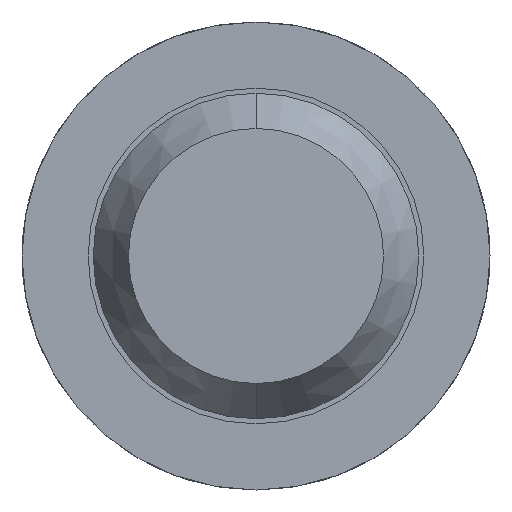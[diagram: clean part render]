
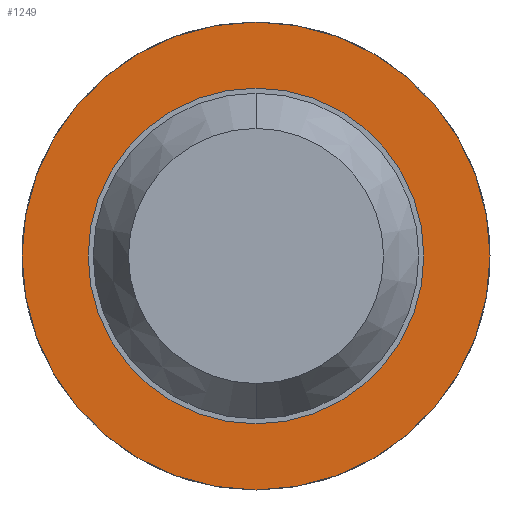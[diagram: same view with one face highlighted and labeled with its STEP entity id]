
A CAD part, front view. The second image highlights one B-rep face of the part: STEP entity #1249.
In plain terms, the highlighted planar face has unit normal (0, -1, 0).
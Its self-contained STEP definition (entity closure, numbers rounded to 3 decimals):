
#55 = FACE_OUTER_BOUND ( 'NONE', #90, .T. ) ;
#90 = EDGE_LOOP ( 'NONE', ( #812, #2404 ) ) ;
#203 = FACE_BOUND ( 'NONE', #549, .T. ) ;
#242 = CARTESIAN_POINT ( 'NONE',  ( 0., -1.7, 0. ) ) ;
#279 = EDGE_CURVE ( 'Defeature ausgef�hrt1_38+Defeature ausgef�hrt1_37+Defeature ausgef�hrt1_37+Defeature ausgef�hrt1_37', #3974, #420, #2057, .T. ) ;
#420 = VERTEX_POINT ( 'NONE', #926 ) ;
#494 = DIRECTION ( 'NONE',  ( 0., 0., 1. ) ) ;
#549 = EDGE_LOOP ( 'NONE', ( #3872, #3749 ) ) ;
#596 = DIRECTION ( 'NONE',  ( 0., 1., 0. ) ) ;
#670 = CIRCLE ( 'NONE', #2580, 1.15 ) ;
#812 = ORIENTED_EDGE ( 'NONE', *, *, #3723, .F. ) ;
#831 = DIRECTION ( 'NONE',  ( 0., 1., 0. ) ) ;
#855 = CARTESIAN_POINT ( 'NONE',  ( 0., -1.7, 1.15 ) ) ;
#926 = CARTESIAN_POINT ( 'NONE',  ( 0., -1.7, -0.825 ) ) ;
#1021 = AXIS2_PLACEMENT_3D ( 'NONE', #1460, #831, #494 ) ;
#1084 = AXIS2_PLACEMENT_3D ( 'NONE', #242, #596, #2473 ) ;
#1138 = VERTEX_POINT ( 'NONE', #855 ) ;
#1242 = DIRECTION ( 'NONE',  ( 0., 1., 0. ) ) ;
#1249 = ADVANCED_FACE ( 'Defeature ausgef�hrt1_38', ( #55, #203 ), #2422, .F. ) ;
#1336 = EDGE_CURVE ( 'Defeature ausgef�hrt1_38+Defeature ausgef�hrt1_37+Defeature ausgef�hrt1_37+Defeature ausgef�hrt1_37', #420, #3974, #1758, .T. ) ;
#1342 = AXIS2_PLACEMENT_3D ( 'NONE', #1522, #2809, #1561 ) ;
#1434 = AXIS2_PLACEMENT_3D ( 'NONE', #3143, #1242, #3121 ) ;
#1460 = CARTESIAN_POINT ( 'NONE',  ( 0.825, -1.7, 0. ) ) ;
#1522 = CARTESIAN_POINT ( 'NONE',  ( 0., -1.7, 0. ) ) ;
#1561 = DIRECTION ( 'NONE',  ( 0., 0., 1. ) ) ;
#1583 = CARTESIAN_POINT ( 'NONE',  ( 0., -1.7, -1.15 ) ) ;
#1758 = CIRCLE ( 'NONE', #1084, 0.825 ) ;
#2057 = CIRCLE ( 'NONE', #1342, 0.825 ) ;
#2159 = EDGE_CURVE ( 'Defeature ausgef�hrt1_31+Defeature ausgef�hrt1_38+Defeature ausgef�hrt1_38+Defeature ausgef�hrt1_38', #2896, #1138, #670, .T. ) ;
#2283 = CARTESIAN_POINT ( 'NONE',  ( 0., -1.7, 0. ) ) ;
#2353 = CARTESIAN_POINT ( 'NONE',  ( 0., -1.7, 0.825 ) ) ;
#2404 = ORIENTED_EDGE ( 'NONE', *, *, #2159, .F. ) ;
#2422 = PLANE ( 'NONE',  #1021 ) ;
#2473 = DIRECTION ( 'NONE',  ( 0., 0., 1. ) ) ;
#2580 = AXIS2_PLACEMENT_3D ( 'NONE', #2283, #3506, #4134 ) ;
#2809 = DIRECTION ( 'NONE',  ( 0., 1., 0. ) ) ;
#2896 = VERTEX_POINT ( 'NONE', #1583 ) ;
#3121 = DIRECTION ( 'NONE',  ( 0., 0., 1. ) ) ;
#3143 = CARTESIAN_POINT ( 'NONE',  ( 0., -1.7, 0. ) ) ;
#3506 = DIRECTION ( 'NONE',  ( 0., 1., 0. ) ) ;
#3723 = EDGE_CURVE ( 'Defeature ausgef�hrt1_31+Defeature ausgef�hrt1_38+Defeature ausgef�hrt1_38+Defeature ausgef�hrt1_38', #1138, #2896, #3729, .T. ) ;
#3729 = CIRCLE ( 'NONE', #1434, 1.15 ) ;
#3749 = ORIENTED_EDGE ( 'NONE', *, *, #1336, .T. ) ;
#3872 = ORIENTED_EDGE ( 'NONE', *, *, #279, .T. ) ;
#3974 = VERTEX_POINT ( 'NONE', #2353 ) ;
#4134 = DIRECTION ( 'NONE',  ( 0., 0., 1. ) ) ;
